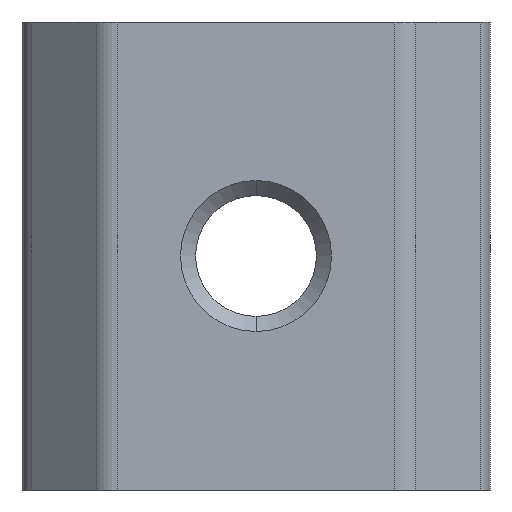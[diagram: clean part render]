
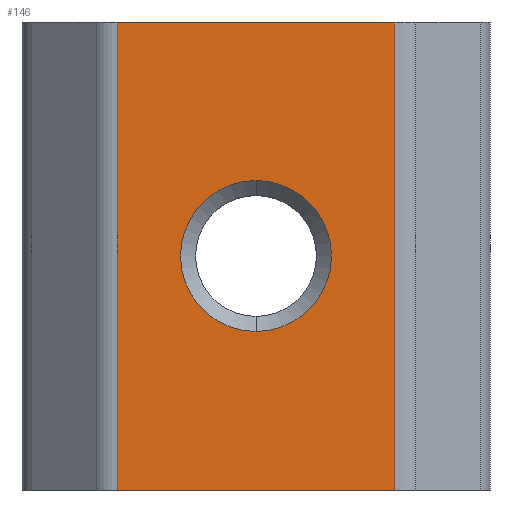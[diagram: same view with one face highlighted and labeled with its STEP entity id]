
A CAD part, front view. The second image highlights one B-rep face of the part: STEP entity #146.
In plain terms, the highlighted planar face has unit normal (0, -1, 0).
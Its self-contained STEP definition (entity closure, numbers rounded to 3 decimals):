
#8 = VERTEX_POINT ( 'NONE', #418 ) ;
#19 = LINE ( 'NONE', #282, #82 ) ;
#25 = EDGE_CURVE ( 'NONE', #358, #194, #380, .T. ) ;
#34 = CARTESIAN_POINT ( 'NONE',  ( 0., -5.6, 0. ) ) ;
#74 = CARTESIAN_POINT ( 'NONE',  ( 0., -5.6, 2.5 ) ) ;
#82 = VECTOR ( 'NONE', #338, 1000. ) ;
#83 = VECTOR ( 'NONE', #532, 1000. ) ;
#103 = VECTOR ( 'NONE', #584, 1000. ) ;
#108 = CARTESIAN_POINT ( 'NONE',  ( -5., -5.6, 7.75 ) ) ;
#118 = CARTESIAN_POINT ( 'NONE',  ( -5., -5.6, 7.75 ) ) ;
#127 = EDGE_CURVE ( 'NONE', #271, #194, #316, .T. ) ;
#139 = AXIS2_PLACEMENT_3D ( 'NONE', #597, #170, #608 ) ;
#146 = ADVANCED_FACE ( 'NONE', ( #641, #156 ), #370, .F. ) ;
#156 = FACE_OUTER_BOUND ( 'NONE', #209, .T. ) ;
#170 = DIRECTION ( 'NONE',  ( 0., 1., 0. ) ) ;
#177 = DIRECTION ( 'NONE',  ( 0., 1., 0. ) ) ;
#185 = CARTESIAN_POINT ( 'NONE',  ( 4.602, -5.6, -7.75 ) ) ;
#194 = VERTEX_POINT ( 'NONE', #449 ) ;
#209 = EDGE_LOOP ( 'NONE', ( #245, #259, #269, #381 ) ) ;
#236 = CIRCLE ( 'NONE', #139, 2.5 ) ;
#243 = DIRECTION ( 'NONE',  ( 0., 0., 1. ) ) ;
#245 = ORIENTED_EDGE ( 'NONE', *, *, #342, .T. ) ;
#246 = ORIENTED_EDGE ( 'NONE', *, *, #544, .T. ) ;
#259 = ORIENTED_EDGE ( 'NONE', *, *, #127, .T. ) ;
#269 = ORIENTED_EDGE ( 'NONE', *, *, #25, .F. ) ;
#271 = VERTEX_POINT ( 'NONE', #185 ) ;
#282 = CARTESIAN_POINT ( 'NONE',  ( -4.602, -5.6, 7.75 ) ) ;
#295 = CIRCLE ( 'NONE', #471, 2.5 ) ;
#310 = EDGE_LOOP ( 'NONE', ( #246, #408 ) ) ;
#316 = LINE ( 'NONE', #529, #103 ) ;
#317 = LINE ( 'NONE', #699, #83 ) ;
#338 = DIRECTION ( 'NONE',  ( 0., 0., -1. ) ) ;
#342 = EDGE_CURVE ( 'NONE', #8, #271, #317, .T. ) ;
#358 = VERTEX_POINT ( 'NONE', #465 ) ;
#360 = VECTOR ( 'NONE', #467, 1000. ) ;
#370 = PLANE ( 'NONE',  #487 ) ;
#380 = LINE ( 'NONE', #118, #360 ) ;
#381 = ORIENTED_EDGE ( 'NONE', *, *, #689, .T. ) ;
#408 = ORIENTED_EDGE ( 'NONE', *, *, #637, .T. ) ;
#418 = CARTESIAN_POINT ( 'NONE',  ( -4.602, -5.6, -7.75 ) ) ;
#433 = CARTESIAN_POINT ( 'NONE',  ( 0., -5.6, -2.5 ) ) ;
#449 = CARTESIAN_POINT ( 'NONE',  ( 4.602, -5.6, 7.75 ) ) ;
#465 = CARTESIAN_POINT ( 'NONE',  ( -4.602, -5.6, 7.75 ) ) ;
#467 = DIRECTION ( 'NONE',  ( 1., 0., 0. ) ) ;
#471 = AXIS2_PLACEMENT_3D ( 'NONE', #34, #670, #243 ) ;
#487 = AXIS2_PLACEMENT_3D ( 'NONE', #108, #177, #568 ) ;
#529 = CARTESIAN_POINT ( 'NONE',  ( 4.602, -5.6, 7.75 ) ) ;
#532 = DIRECTION ( 'NONE',  ( 1., 0., 0. ) ) ;
#544 = EDGE_CURVE ( 'NONE', #684, #567, #236, .T. ) ;
#567 = VERTEX_POINT ( 'NONE', #74 ) ;
#568 = DIRECTION ( 'NONE',  ( 0., 0., 1. ) ) ;
#584 = DIRECTION ( 'NONE',  ( 0., 0., 1. ) ) ;
#597 = CARTESIAN_POINT ( 'NONE',  ( 0., -5.6, 0. ) ) ;
#608 = DIRECTION ( 'NONE',  ( 0., 0., 1. ) ) ;
#637 = EDGE_CURVE ( 'NONE', #567, #684, #295, .T. ) ;
#641 = FACE_BOUND ( 'NONE', #310, .T. ) ;
#670 = DIRECTION ( 'NONE',  ( 0., 1., 0. ) ) ;
#684 = VERTEX_POINT ( 'NONE', #433 ) ;
#689 = EDGE_CURVE ( 'NONE', #358, #8, #19, .T. ) ;
#699 = CARTESIAN_POINT ( 'NONE',  ( -5., -5.6, -7.75 ) ) ;
